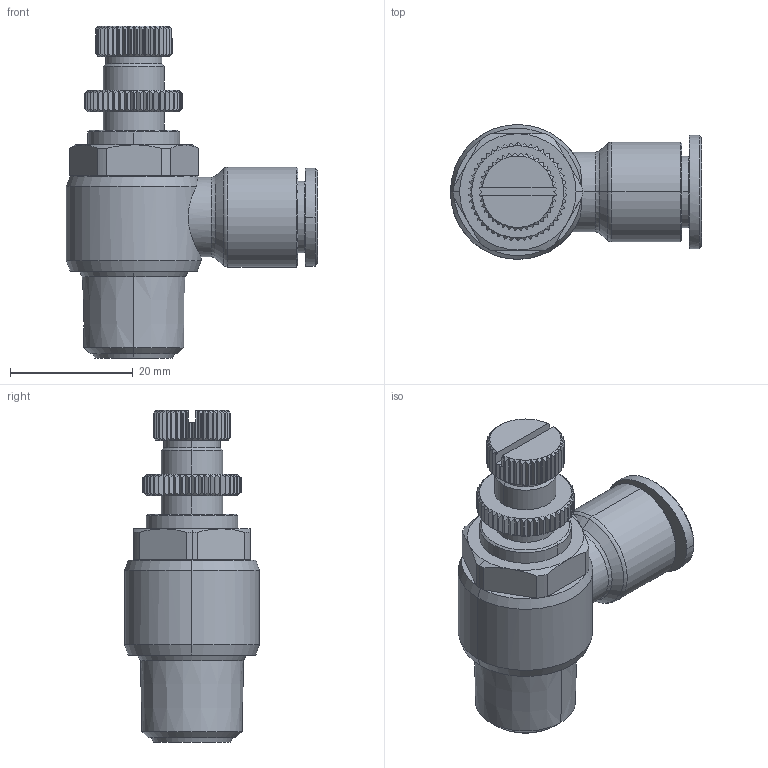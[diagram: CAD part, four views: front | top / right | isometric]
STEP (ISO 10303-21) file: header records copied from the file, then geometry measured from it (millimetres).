
FILE_DESCRIPTION((''),'2;1');
FILE_NAME('GNSE 1003(3D).stp','2012-12-17T11:36:18',(''),(''),'Mechanical Desktop.R8.0.24.0','Mechanical Desktop.R8.0.24.0',', , ');
FILE_SCHEMA(('CONFIG_CONTROL_DESIGN'));
Length unit declared in the file: millimetre
Products named in the file (2): GNSE 1003(3D); ºÎÇ°1
Assembly tree (1 placements, depth 2):
  GNSE 1003(3D)
    ºÎÇ°1
Bounding box: 41 x 22 x 54.2 mm (x, y, z)
Volume: 14799 mm3; surface area: 6230 mm2
Topology: 1 solids, 1 shells, 919 faces, 2451 edges, 1558 vertices
Faces by surface type: plane 574, cylinder 201, cone 132, bspline 10, torus 2
Entity records: 29111 total; most frequent: CARTESIAN_POINT 7318, ORIENTED_EDGE 4902, DIRECTION 4127, EDGE_CURVE 2451, VERTEX_POINT 1558, VECTOR 1535, LINE 1535, AXIS2_PLACEMENT_3D 1296
